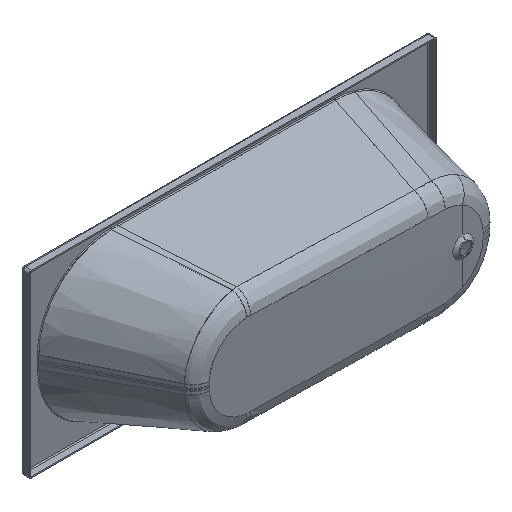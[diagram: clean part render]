
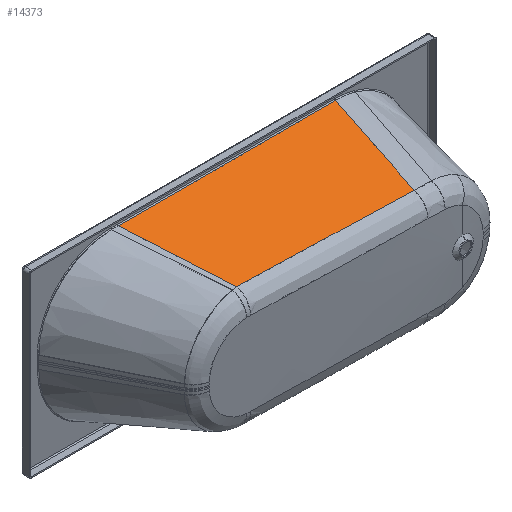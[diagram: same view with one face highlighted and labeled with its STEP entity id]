
A CAD part, isometric view. The second image highlights one B-rep face of the part: STEP entity #14373.
In plain terms, the highlighted free-form (B-spline) face has degree [3, 3] with [4, 13] control points.
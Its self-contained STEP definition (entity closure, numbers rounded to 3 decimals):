
#4283=CARTESIAN_POINT('',(380.075,-410.906,242.685));
#4285=CARTESIAN_POINT('',(380.075,-410.906,242.685));
#4286=CARTESIAN_POINT('',(404.943,-276.66,271.248));
#4287=CARTESIAN_POINT('',(429.812,-142.414,299.811));
#4288=CARTESIAN_POINT('',(454.68,-8.168,328.374));
#4305=CARTESIAN_POINT('',(454.68,-8.168,328.374));
#4717=CARTESIAN_POINT('',(380.075,-410.906,242.685));
#4718=CARTESIAN_POINT('',(376.331,-410.843,242.699));
#4719=CARTESIAN_POINT('',(368.729,-410.713,242.726));
#4720=CARTESIAN_POINT('',(357.032,-410.503,242.771));
#4721=CARTESIAN_POINT('',(344.887,-410.278,242.819));
#4722=CARTESIAN_POINT('',(332.244,-410.035,242.87));
#4723=CARTESIAN_POINT('',(319.091,-409.775,242.926));
#4724=CARTESIAN_POINT('',(305.389,-409.496,242.985));
#4725=CARTESIAN_POINT('',(290.928,-409.194,243.049));
#4726=CARTESIAN_POINT('',(275.639,-408.867,243.119));
#4727=CARTESIAN_POINT('',(260.141,-408.53,243.191));
#4728=CARTESIAN_POINT('',(245.,-408.194,243.262));
#4729=CARTESIAN_POINT('',(229.342,-407.841,243.337));
#4730=CARTESIAN_POINT('',(212.797,-407.464,243.418));
#4731=CARTESIAN_POINT('',(196.203,-407.08,243.499));
#4732=CARTESIAN_POINT('',(180.107,-406.704,243.579));
#4733=CARTESIAN_POINT('',(163.175,-406.305,243.664));
#4734=CARTESIAN_POINT('',(144.894,-405.87,243.757));
#4735=CARTESIAN_POINT('',(126.768,-405.435,243.849));
#4736=CARTESIAN_POINT('',(105.338,-404.917,243.959));
#4737=CARTESIAN_POINT('',(82.008,-404.349,244.08));
#4738=CARTESIAN_POINT('',(56.268,-403.717,244.215));
#4739=CARTESIAN_POINT('',(28.199,-403.024,244.362));
#4740=CARTESIAN_POINT('',(-1.269,-402.291,
244.518));
#4741=CARTESIAN_POINT('',(-31.563,-401.534,
244.679));
#4742=CARTESIAN_POINT('',(-62.57,-400.756,
244.845));
#4743=CARTESIAN_POINT('',(-93.456,-399.977,
245.01));
#4744=CARTESIAN_POINT('',(-121.927,-399.257,
245.164));
#4745=CARTESIAN_POINT('',(-152.587,-398.479,
245.329));
#4746=CARTESIAN_POINT('',(-189.003,-397.553,
245.526));
#4747=CARTESIAN_POINT('',(-225.075,-396.632,
245.722));
#4748=CARTESIAN_POINT('',(-259.848,-395.743,
245.911));
#4749=CARTESIAN_POINT('',(-296.275,-394.81,
246.11));
#4750=CARTESIAN_POINT('',(-326.097,-394.044,
246.273));
#4751=CARTESIAN_POINT('',(-342.041,-393.634,
246.36));
#4753=CARTESIAN_POINT('',(-342.041,-393.634,
246.36));
#4754=CARTESIAN_POINT('',(-378.627,-265.145,
273.698));
#4755=CARTESIAN_POINT('',(-415.213,-136.656,
301.036));
#4756=CARTESIAN_POINT('',(-451.799,-8.168,
328.374));
#4758=DIRECTION('',(-1.,0.,0.));
#4759=VECTOR('',#4758,906.479);
#4760=CARTESIAN_POINT('',(454.68,-8.168,328.374));
#4761=LINE('',#4760,#4759);
#5715=VERTEX_POINT('',#4305);
#5717=CARTESIAN_POINT('',(-451.799,-8.168,
328.374));
#5718=VERTEX_POINT('',#5717);
#5866=VERTEX_POINT('',#4283);
#5868=VERTEX_POINT('',#4751);
#14314=CARTESIAN_POINT('',(386.489,-414.933,
241.828));
#14315=CARTESIAN_POINT('',(353.351,-414.933,
241.828));
#14316=CARTESIAN_POINT('',(289.449,-414.933,
241.828));
#14317=CARTESIAN_POINT('',(194.838,-414.933,
241.828));
#14318=CARTESIAN_POINT('',(118.487,-414.933,
241.828));
#14319=CARTESIAN_POINT('',(58.031,-414.933,
241.828));
#14320=CARTESIAN_POINT('',(13.059,-414.933,
241.828));
#14321=CARTESIAN_POINT('',(-31.51,-414.933,
241.828));
#14322=CARTESIAN_POINT('',(-90.41,-414.933,
241.828));
#14323=CARTESIAN_POINT('',(-163.149,-414.933,
241.828));
#14324=CARTESIAN_POINT('',(-251.826,-414.933,
241.828));
#14325=CARTESIAN_POINT('',(-311.571,-414.933,
241.828));
#14326=CARTESIAN_POINT('',(-342.583,-414.933,
241.828));
#14327=CARTESIAN_POINT('',(412.271,-278.002,
270.963));
#14328=CARTESIAN_POINT('',(377.203,-278.002,
270.963));
#14329=CARTESIAN_POINT('',(309.631,-278.002,
270.963));
#14330=CARTESIAN_POINT('',(209.508,-278.002,
270.963));
#14331=CARTESIAN_POINT('',(128.154,-278.002,
270.963));
#14332=CARTESIAN_POINT('',(63.091,-278.002,
270.963));
#14333=CARTESIAN_POINT('',(14.311,-278.002,
270.963));
#14334=CARTESIAN_POINT('',(-34.442,-278.002,
270.963));
#14335=CARTESIAN_POINT('',(-99.403,-278.002,
270.963));
#14336=CARTESIAN_POINT('',(-180.522,-278.002,
270.963));
#14337=CARTESIAN_POINT('',(-280.232,-278.002,
270.963));
#14338=CARTESIAN_POINT('',(-347.506,-278.002,
270.963));
#14339=CARTESIAN_POINT('',(-382.4,-278.002,
270.963));
#14340=CARTESIAN_POINT('',(438.053,-141.071,
300.097));
#14341=CARTESIAN_POINT('',(401.054,-141.071,
300.097));
#14342=CARTESIAN_POINT('',(329.812,-141.071,
300.097));
#14343=CARTESIAN_POINT('',(224.178,-141.071,
300.097));
#14344=CARTESIAN_POINT('',(137.822,-141.071,
300.097));
#14345=CARTESIAN_POINT('',(68.15,-141.071,
300.097));
#14346=CARTESIAN_POINT('',(15.563,-141.071,
300.097));
#14347=CARTESIAN_POINT('',(-37.374,-141.071,
300.097));
#14348=CARTESIAN_POINT('',(-108.396,-141.071,
300.097));
#14349=CARTESIAN_POINT('',(-197.894,-141.071,
300.097));
#14350=CARTESIAN_POINT('',(-308.637,-141.071,
300.097));
#14351=CARTESIAN_POINT('',(-383.441,-141.071,
300.097));
#14352=CARTESIAN_POINT('',(-422.217,-141.071,
300.097));
#14353=CARTESIAN_POINT('',(463.836,-4.14,
329.231));
#14354=CARTESIAN_POINT('',(424.905,-4.14,
329.231));
#14355=CARTESIAN_POINT('',(349.994,-4.14,
329.231));
#14356=CARTESIAN_POINT('',(238.848,-4.14,
329.231));
#14357=CARTESIAN_POINT('',(147.49,-4.14,
329.231));
#14358=CARTESIAN_POINT('',(73.209,-4.14,
329.231));
#14359=CARTESIAN_POINT('',(16.814,-4.14,
329.231));
#14360=CARTESIAN_POINT('',(-40.306,-4.14,
329.231));
#14361=CARTESIAN_POINT('',(-117.39,-4.14,
329.231));
#14362=CARTESIAN_POINT('',(-215.267,-4.14,
329.231));
#14363=CARTESIAN_POINT('',(-337.042,-4.14,
329.231));
#14364=CARTESIAN_POINT('',(-419.376,-4.14,
329.231));
#14365=CARTESIAN_POINT('',(-462.035,-4.14,
329.231));
#14366=B_SPLINE_SURFACE_WITH_KNOTS('',3,3,((#14314,#14315,#14316,#14317,#14318,
#14319,#14320,#14321,#14322,#14323,#14324,#14325,#14326),(#14327,#14328,#14329,
#14330,#14331,#14332,#14333,#14334,#14335,#14336,#14337,#14338,#14339),(#14340,
#14341,#14342,#14343,#14344,#14345,#14346,#14347,#14348,#14349,#14350,#14351,
#14352),(#14353,#14354,#14355,#14356,#14357,#14358,#14359,#14360,#14361,#14362,
#14363,#14364,#14365)),.UNSPECIFIED.,.F.,.F.,.F.,(4,4),(4,1,1,1,1,1,1,1,1,1,4),(
0.119,0.993),(0.634,0.666,
0.695,0.725,0.74,0.754,
0.769,0.784,0.813,0.843,
0.874),.UNSPECIFIED.);
#14367=ORIENTED_EDGE('',*,*,#13307,.T.);
#14368=ORIENTED_EDGE('',*,*,#14309,.T.);
#14369=ORIENTED_EDGE('',*,*,#12411,.F.);
#14370=ORIENTED_EDGE('',*,*,#13022,.F.);
#14371=EDGE_LOOP('',(#14367,#14368,#14369,#14370));
#14372=FACE_OUTER_BOUND('',#14371,.F.);
#4289=B_SPLINE_CURVE_WITH_KNOTS('',3,(#4285,#4286,#4287,#4288),.UNSPECIFIED.,
.F.,.F.,(4,4),(0.,1.),.UNSPECIFIED.);
#4752=B_SPLINE_CURVE_WITH_KNOTS('',3,(#4717,#4718,#4719,#4720,#4721,#4722,#4723,
#4724,#4725,#4726,#4727,#4728,#4729,#4730,#4731,#4732,#4733,#4734,#4735,#4736,
#4737,#4738,#4739,#4740,#4741,#4742,#4743,#4744,#4745,#4746,#4747,#4748,#4749,
#4750,#4751),.UNSPECIFIED.,.F.,.F.,(4,1,1,1,1,1,1,1,1,1,1,1,1,1,1,1,1,1,1,1,1,1,
1,1,1,1,1,1,1,1,1,1,4),(0.,0.031,0.063,0.094,0.125,0.156,
0.188,0.219,0.25,0.281,0.313,0.344,0.375,0.406,
0.438,0.469,0.5,0.531,0.563,0.594,0.625,0.656,
0.688,0.719,0.75,0.781,0.813,0.844,0.875,0.906,
0.938,0.969,1.),.UNSPECIFIED.);
#4757=B_SPLINE_CURVE_WITH_KNOTS('',3,(#4753,#4754,#4755,#4756),.UNSPECIFIED.,
.F.,.F.,(4,4),(0.,1.),.UNSPECIFIED.);
#12411=EDGE_CURVE('',#5715,#5718,#4761,.T.);
#13022=EDGE_CURVE('',#5866,#5715,#4289,.T.);
#13307=EDGE_CURVE('',#5866,#5868,#4752,.T.);
#14309=EDGE_CURVE('',#5868,#5718,#4757,.T.);
#14373=ADVANCED_FACE('',(#14372),#14366,.T.);
